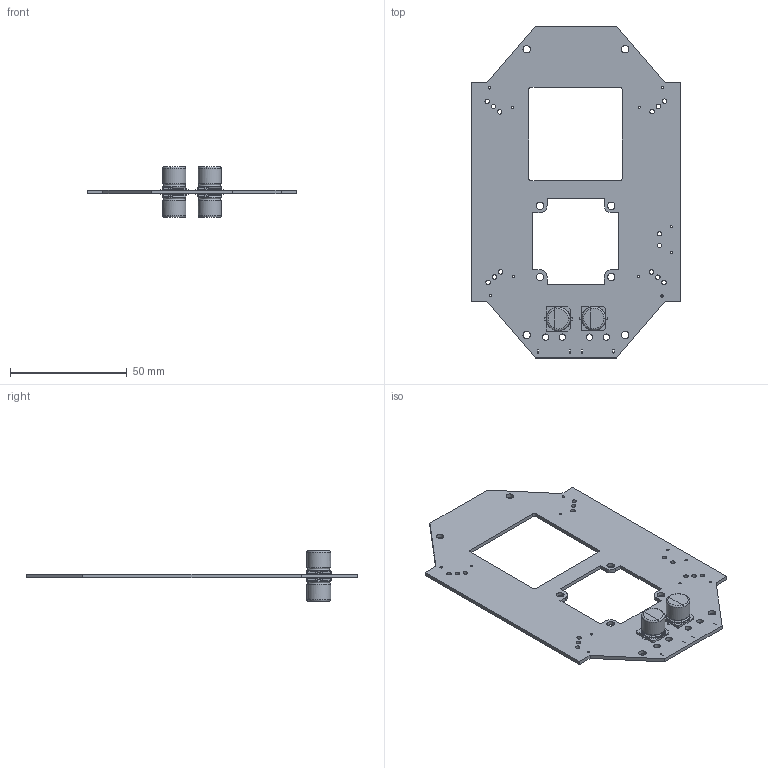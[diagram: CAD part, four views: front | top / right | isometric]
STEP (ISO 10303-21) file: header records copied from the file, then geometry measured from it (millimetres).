
FILE_DESCRIPTION(('KiCad electronic assembly'),'2;1');
FILE_NAME('SAM4.step','2024-06-30T13:16:49',('Pcbnew'),('Kicad'), 'Open CASCADE STEP processor 7.7','KiCad to STEP converter','Unknown' );
FILE_SCHEMA(('AUTOMOTIVE_DESIGN { 1 0 10303 214 1 1 1 1 }'));
Length unit declared in the file: millimetre
Products named in the file (4): SAM4 1; CP_Elec_10x10; SAM4_PCB
Assembly tree (6 placements, depth 3):
  SAM4 1
    CP_Elec_10x10  x4
      CP_Elec_10x10
    SAM4_PCB
Bounding box: 89.45 x 142.19 x 21.7 mm (x, y, z)
Volume: 16093.9 mm3; surface area: 20101.6 mm2
Topology: 5 solids, 5 shells, 254 faces, 676 edges, 436 vertices
Faces by surface type: plane 134, cylinder 92, torus 16, bspline 8, revolution 4
Full cylindrical faces by diameter (mm): 1 x10, 1.9 x14, 2.7 x4, 3.2 x8, 10 x8
Entity records: 4942 total; most frequent: CARTESIAN_POINT 917, DIRECTION 764, ORIENTED_EDGE 734, EDGE_CURVE 367, AXIS2_PLACEMENT_3D 268, VERTEX_POINT 241, LINE 227, VECTOR 227
